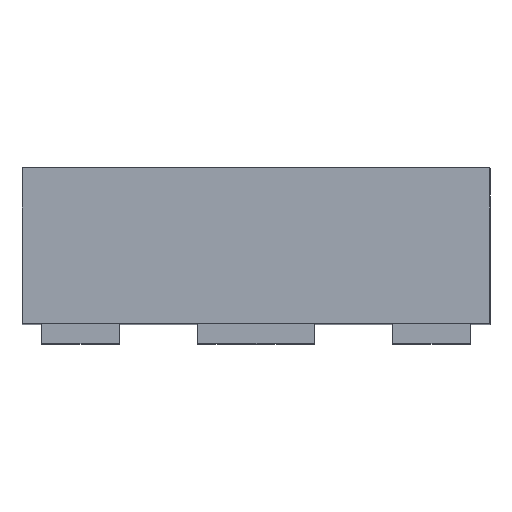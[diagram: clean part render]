
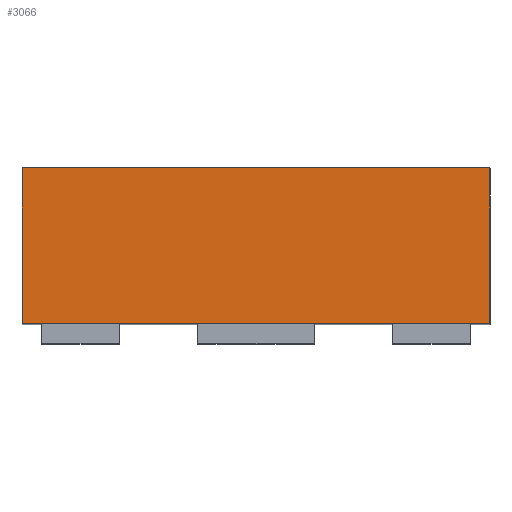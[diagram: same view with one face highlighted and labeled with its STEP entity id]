
A CAD part, top view. The second image highlights one B-rep face of the part: STEP entity #3066.
In plain terms, the highlighted planar face has unit normal (0, 0, 1).
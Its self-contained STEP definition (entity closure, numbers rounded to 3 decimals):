
#12 = CARTESIAN_POINT ( 'NONE',  ( -0.6, 0.05, 0.8 ) ) ;
#465 = ORIENTED_EDGE ( 'NONE', *, *, #1046, .F. ) ;
#487 = VECTOR ( 'NONE', #2648, 1000. ) ;
#504 = ORIENTED_EDGE ( 'NONE', *, *, #2846, .T. ) ;
#607 = AXIS2_PLACEMENT_3D ( 'NONE', #1080, #2060, #1345 ) ;
#634 = CARTESIAN_POINT ( 'NONE',  ( -0.6, 0.45, 0.8 ) ) ;
#786 = VECTOR ( 'NONE', #790, 1000. ) ;
#790 = DIRECTION ( 'NONE',  ( 0., -1., 0. ) ) ;
#928 = EDGE_LOOP ( 'NONE', ( #1771, #1972, #504, #465 ) ) ;
#1046 = EDGE_CURVE ( 'NONE', #2039, #1285, #3186, .T. ) ;
#1080 = CARTESIAN_POINT ( 'NONE',  ( -0.6, 2.9, 0.8 ) ) ;
#1101 = LINE ( 'NONE', #634, #487 ) ;
#1200 = EDGE_CURVE ( 'NONE', #1505, #2039, #1101, .T. ) ;
#1241 = DIRECTION ( 'NONE',  ( 1., 0., 0. ) ) ;
#1285 = VERTEX_POINT ( 'NONE', #1687 ) ;
#1345 = DIRECTION ( 'NONE',  ( -1., 0., 0. ) ) ;
#1353 = VECTOR ( 'NONE', #1241, 1000. ) ;
#1505 = VERTEX_POINT ( 'NONE', #2467 ) ;
#1590 = VERTEX_POINT ( 'NONE', #2049 ) ;
#1596 = CARTESIAN_POINT ( 'NONE',  ( -0.6, 2.9, 0.8 ) ) ;
#1687 = CARTESIAN_POINT ( 'NONE',  ( 0.6, 0.05, 0.8 ) ) ;
#1771 = ORIENTED_EDGE ( 'NONE', *, *, #1200, .F. ) ;
#1783 = LINE ( 'NONE', #12, #1353 ) ;
#1819 = EDGE_CURVE ( 'NONE', #1505, #1590, #2031, .T. ) ;
#1972 = ORIENTED_EDGE ( 'NONE', *, *, #1819, .T. ) ;
#2031 = LINE ( 'NONE', #1596, #786 ) ;
#2039 = VERTEX_POINT ( 'NONE', #3162 ) ;
#2049 = CARTESIAN_POINT ( 'NONE',  ( -0.6, 0.05, 0.8 ) ) ;
#2060 = DIRECTION ( 'NONE',  ( 0., 0., -1. ) ) ;
#2089 = DIRECTION ( 'NONE',  ( 0., -1., 0. ) ) ;
#2467 = CARTESIAN_POINT ( 'NONE',  ( -0.6, 0.45, 0.8 ) ) ;
#2578 = VECTOR ( 'NONE', #2089, 1000. ) ;
#2580 = PLANE ( 'NONE',  #607 ) ;
#2648 = DIRECTION ( 'NONE',  ( 1., 0., 0. ) ) ;
#2846 = EDGE_CURVE ( 'NONE', #1590, #1285, #1783, .T. ) ;
#2945 = FACE_OUTER_BOUND ( 'NONE', #928, .T. ) ;
#3044 = CARTESIAN_POINT ( 'NONE',  ( 0.6, 2.9, 0.8 ) ) ;
#3066 = ADVANCED_FACE ( 'NONE', ( #2945 ), #2580, .F. ) ;
#3162 = CARTESIAN_POINT ( 'NONE',  ( 0.6, 0.45, 0.8 ) ) ;
#3186 = LINE ( 'NONE', #3044, #2578 ) ;
